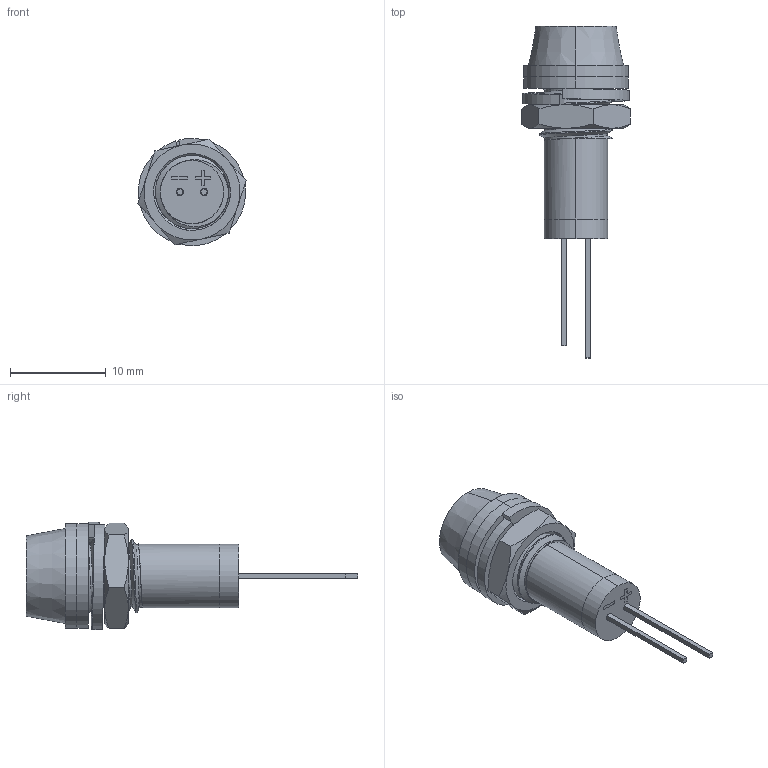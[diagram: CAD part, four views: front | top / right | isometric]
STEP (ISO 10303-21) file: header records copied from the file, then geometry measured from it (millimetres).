
FILE_DESCRIPTION (( 'STEP AP203' ), '1' );
FILE_NAME ('PMRL200 WT Series.STEP', '2021-12-01T19:42:33', ( '' ), ( '' ), 'SwSTEP 2.0', 'SolidWorks 2021', '' );
FILE_SCHEMA (( 'CONFIG_CONTROL_DESIGN' ));
Length unit declared in the file: inch
Products named in the file (8): PMRL200 BASE; NW5-WT; PMRL200 WT Series; 1.3K-1-2W-P; 200-BG; M8 X 0.75 THREAD_94223A102; PMRL200; WASHER
Assembly tree (8 placements, depth 2):
  PMRL200 WT Series
    PMRL200
    200-BG
    NW5-WT  x2
    1.3K-1-2W-P
    M8 X 0.75 THREAD_94223A102
    WASHER
    PMRL200 BASE
Bounding box: 11.29 x 34.59 x 11.16 mm (x, y, z)
Volume: 651.1 mm3; surface area: 2396.3 mm2
Topology: 8 solids, 9 shells, 173 faces, 438 edges, 283 vertices
Faces by surface type: plane 73, cylinder 59, cone 22, sphere 8, bspline 7, torus 4
Entity records: 8024 total; most frequent: CARTESIAN_POINT 3291, ORIENTED_EDGE 824, DIRECTION 781, EDGE_CURVE 412, AXIS2_PLACEMENT_3D 291, VERTEX_POINT 269, VECTOR 199, LINE 199
